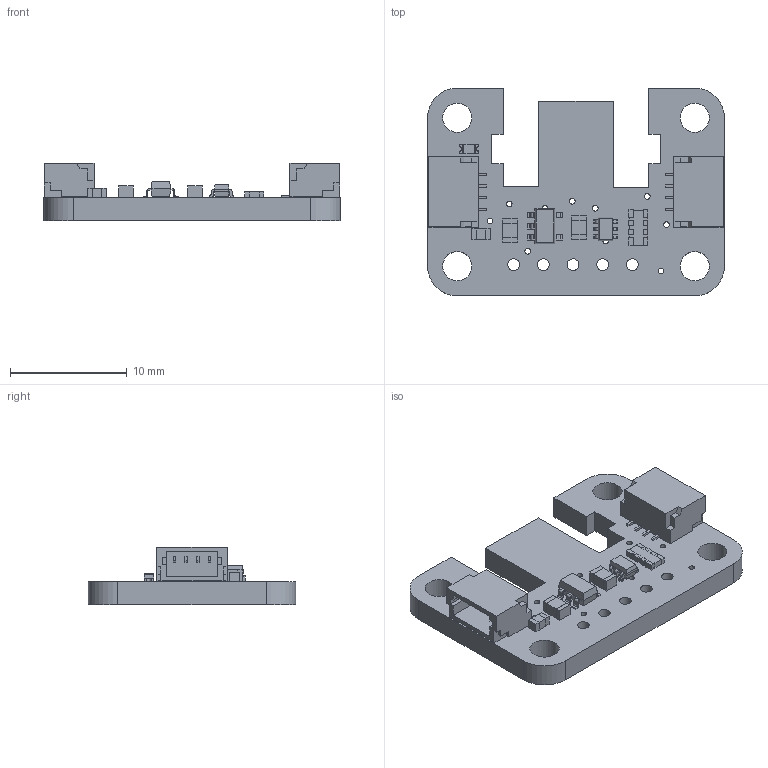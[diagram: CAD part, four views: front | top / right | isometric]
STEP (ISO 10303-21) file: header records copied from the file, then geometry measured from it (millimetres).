
FILE_DESCRIPTION(/* description */ (''),/* implementation_level */ '2;1');
FILE_NAME(/* name */ 'Adafruit Wii Nunchuck Breakout Adapter v3.step',/* time_stamp */ '2022-05-18T18:59:56-04:00',/* author */ (''),/* organization */ (''),/* preprocessor_version */ 'ST-DEVELOPER v18.1',/* originating_system */ 'Autodesk Translation Framework v10.14.0.1471',/* authorisation */ '');
FILE_SCHEMA (('AUTOMOTIVE_DESIGN { 1 0 10303 214 3 1 1 }'));
Length unit declared in the file: millimetre
Products named in the file (10): Adafruit Wii Nunchuck Breakout Adapter; PCB Component; Board; 10uF; AP2112K-3.3; 10K; BSS138; STEMMA_I2C_QT; GREEN; 10K_1
Assembly tree (11 placements, depth 3):
  Adafruit Wii Nunchuck Breakout Adapter
    PCB Component
      Board
      10uF  x2
      AP2112K-3.3
      10K
      BSS138
      STEMMA_I2C_QT  x2
      GREEN
      10K_1
Bounding box: 25.4 x 17.78 x 4.96 mm (x, y, z)
Volume: 817.2 mm3; surface area: 1516.9 mm2
Topology: 14 solids, 14 shells, 570 faces, 1546 edges, 1014 vertices
Faces by surface type: plane 488, cylinder 78, bspline 4
Full cylindrical faces by diameter (mm): 0.483 x17, 1 x5, 2.5 x4
Entity records: 15390 total; most frequent: CARTESIAN_POINT 2650, ORIENTED_EDGE 2532, DIRECTION 2398, EDGE_CURVE 1266, LINE 1102, VECTOR 1102, VERTEX_POINT 828, AXIS2_PLACEMENT_3D 648
